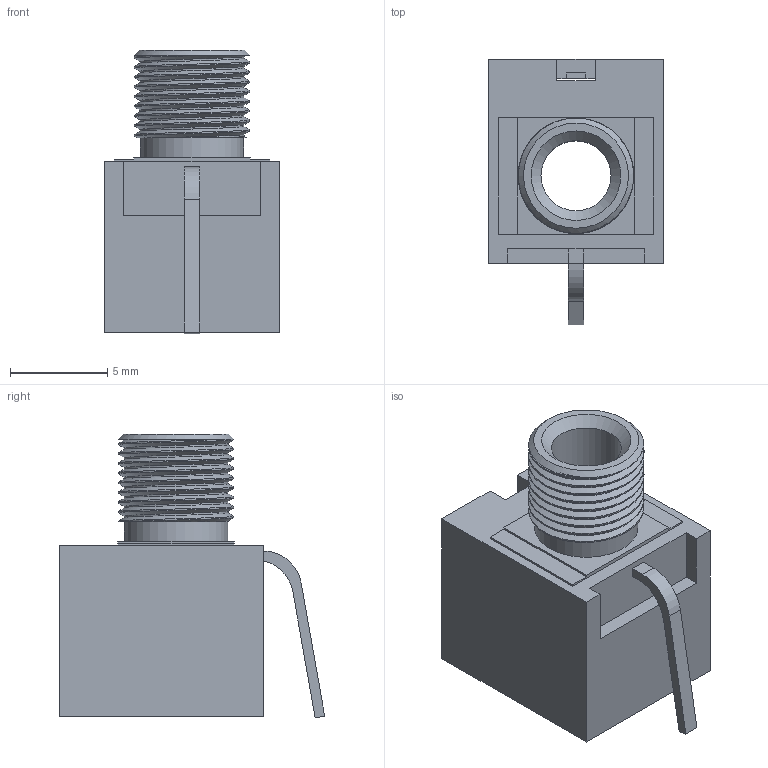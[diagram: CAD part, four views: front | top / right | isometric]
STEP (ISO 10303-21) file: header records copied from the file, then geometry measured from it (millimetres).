
FILE_DESCRIPTION(/* description */ (''),/* implementation_level */ '2;1');
FILE_NAME(/* name */ 'Thonkicon.step',/* time_stamp */ '2020-01-12T11:22:40+01:00',/* author */ (''),/* organization */ (''),/* preprocessor_version */ 'ST-DEVELOPER v18',/* originating_system */ 'Autodesk Translation Framework v8.12.0.6',/* authorisation */ '');
FILE_SCHEMA (('AUTOMOTIVE_DESIGN { 1 0 10303 214 3 1 1 }'));
Length unit declared in the file: millimetre
Products named in the file (1): Thonkicon
Bounding box: 9 x 13.64 x 14.57 mm (x, y, z)
Volume: 455.7 mm3; surface area: 999.8 mm2
Topology: 1 solids, 1 shells, 69 faces, 189 edges, 125 vertices
Faces by surface type: plane 42, cylinder 23, cone 2, bspline 2
Full cylindrical faces by diameter (mm): 3.6 x1, 5.3 x1, 5.351 x7, 5.927 x8
Entity records: 3514 total; most frequent: CARTESIAN_POINT 1761, ORIENTED_EDGE 378, DIRECTION 299, EDGE_CURVE 189, LINE 131, VECTOR 131, VERTEX_POINT 125, AXIS2_PLACEMENT_3D 84
